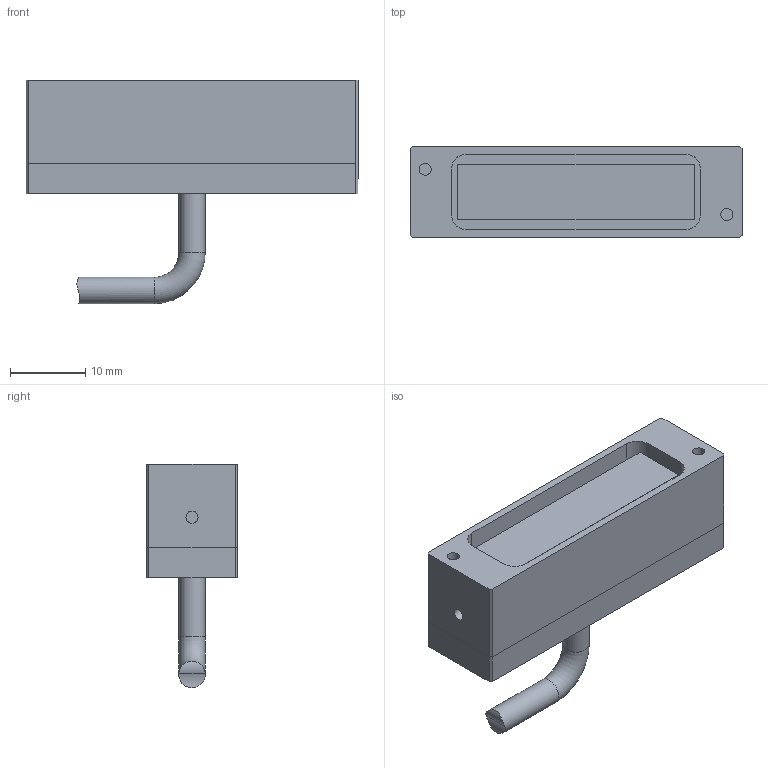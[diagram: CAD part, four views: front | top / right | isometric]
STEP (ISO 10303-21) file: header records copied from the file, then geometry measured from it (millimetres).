
FILE_DESCRIPTION (( 'STEP AP203' ), '1' );
FILE_NAME ('SL-33X8x.STEP', '2016-02-12T08:05:00', ( 'CCS Inc' ), ( 'CCS Inc' ), 'SwSTEP 2.0', 'SolidWorks 2011', '' );
FILE_SCHEMA (( 'CONFIG_CONTROL_DESIGN' ));
Length unit declared in the file: millimetre
Products named in the file (1): SL-33X8x
Bounding box: 44 x 12 x 29.6 mm (x, y, z)
Volume: 7420.6 mm3; surface area: 5008.6 mm2
Topology: 5 solids, 5 shells, 90 faces, 198 edges, 124 vertices
Faces by surface type: plane 63, cylinder 22, cone 4, torus 1
Full cylindrical faces by diameter (mm): 1.6 x4, 2 x2, 2.3 x2, 2.5 x2, 3 x2, 3.4 x2, 3.5 x2
Entity records: 2440 total; most frequent: CARTESIAN_POINT 440, DIRECTION 393, ORIENTED_EDGE 348, EDGE_CURVE 174, LINE 133, VECTOR 133, AXIS2_PLACEMENT_3D 130, EDGE_LOOP 129
